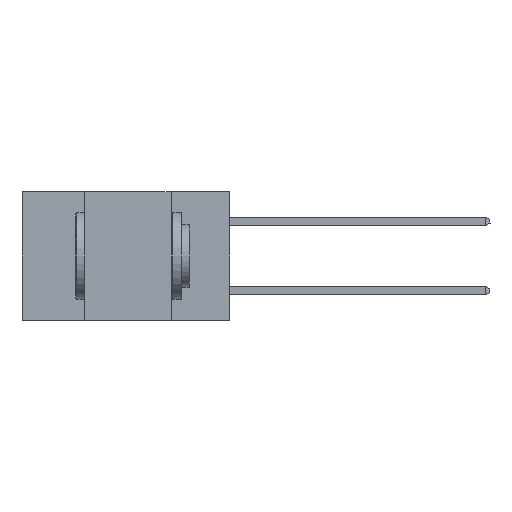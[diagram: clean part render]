
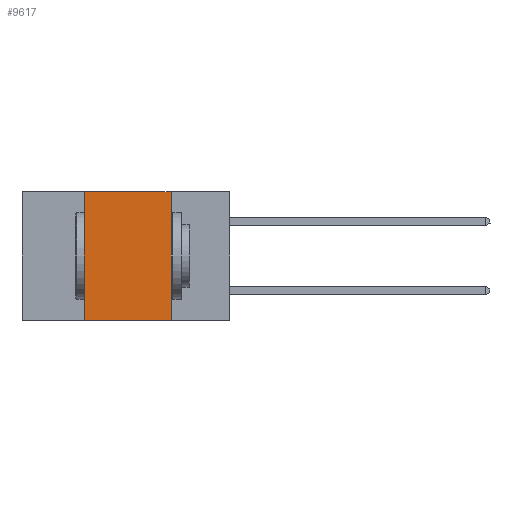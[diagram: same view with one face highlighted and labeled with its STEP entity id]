
A CAD part, left-side view. The second image highlights one B-rep face of the part: STEP entity #9617.
In plain terms, the highlighted planar face has unit normal (-1, 0, 0).
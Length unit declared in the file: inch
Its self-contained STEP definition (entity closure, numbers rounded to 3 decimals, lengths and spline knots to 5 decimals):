
#536 = AXIS2_PLACEMENT_3D ( 'NONE', #10116, #22823, #28560 ) ;
#750 = EDGE_CURVE ( 'NONE', #30816, #20514, #9946, .T. ) ;
#871 = ORIENTED_EDGE ( 'NONE', *, *, #25910, .T. ) ;
#1145 = VERTEX_POINT ( 'NONE', #1297 ) ;
#1297 = CARTESIAN_POINT ( 'NONE',  ( 0., 0.42, 0. ) ) ;
#4137 = EDGE_CURVE ( 'NONE', #1145, #30816, #4803, .T. ) ;
#4407 = DIRECTION ( 'NONE',  ( 0., 0., -1. ) ) ;
#4803 = LINE ( 'NONE', #30089, #26233 ) ;
#7153 = VERTEX_POINT ( 'NONE', #25322 ) ;
#8173 = LINE ( 'NONE', #18822, #21377 ) ;
#8205 = CARTESIAN_POINT ( 'NONE',  ( 0., 0.6, -0.37 ) ) ;
#9617 = ADVANCED_FACE ( 'NONE', ( #30937 ), #33496, .F. ) ;
#9946 = LINE ( 'NONE', #20205, #19496 ) ;
#10116 = CARTESIAN_POINT ( 'NONE',  ( 0., 0.6, 0. ) ) ;
#10732 = LINE ( 'NONE', #8205, #23102 ) ;
#13103 = EDGE_LOOP ( 'NONE', ( #29736, #33383, #27821, #871 ) ) ;
#16258 = EDGE_CURVE ( 'NONE', #7153, #1145, #8173, .T. ) ;
#16265 = DIRECTION ( 'NONE',  ( 0., -1., 0. ) ) ;
#18822 = CARTESIAN_POINT ( 'NONE',  ( 0., 0.42, 0. ) ) ;
#19496 = VECTOR ( 'NONE', #4407, 39.37008 ) ;
#20205 = CARTESIAN_POINT ( 'NONE',  ( 0., 0.17, 0. ) ) ;
#20514 = VERTEX_POINT ( 'NONE', #29826 ) ;
#21008 = DIRECTION ( 'NONE',  ( 0., -1., 0. ) ) ;
#21377 = VECTOR ( 'NONE', #29372, 39.37008 ) ;
#22823 = DIRECTION ( 'NONE',  ( 1., 0., 0. ) ) ;
#23102 = VECTOR ( 'NONE', #21008, 39.37008 ) ;
#25322 = CARTESIAN_POINT ( 'NONE',  ( 0., 0.42, -0.37 ) ) ;
#25910 = EDGE_CURVE ( 'NONE', #7153, #20514, #10732, .T. ) ;
#26233 = VECTOR ( 'NONE', #16265, 39.37008 ) ;
#26751 = CARTESIAN_POINT ( 'NONE',  ( 0., 0.17, 0. ) ) ;
#27821 = ORIENTED_EDGE ( 'NONE', *, *, #16258, .F. ) ;
#28560 = DIRECTION ( 'NONE',  ( 0., 0., -1. ) ) ;
#29372 = DIRECTION ( 'NONE',  ( 0., 0., 1. ) ) ;
#29736 = ORIENTED_EDGE ( 'NONE', *, *, #750, .F. ) ;
#29826 = CARTESIAN_POINT ( 'NONE',  ( 0., 0.17, -0.37 ) ) ;
#30089 = CARTESIAN_POINT ( 'NONE',  ( 0., 0.6, 0. ) ) ;
#30816 = VERTEX_POINT ( 'NONE', #26751 ) ;
#30937 = FACE_OUTER_BOUND ( 'NONE', #13103, .T. ) ;
#33383 = ORIENTED_EDGE ( 'NONE', *, *, #4137, .F. ) ;
#33496 = PLANE ( 'NONE',  #536 ) ;
